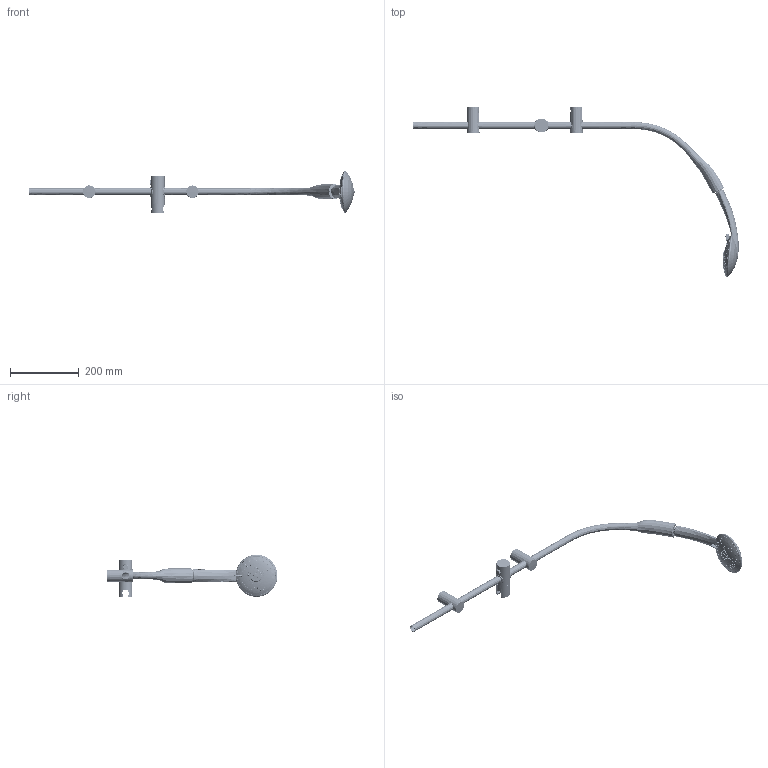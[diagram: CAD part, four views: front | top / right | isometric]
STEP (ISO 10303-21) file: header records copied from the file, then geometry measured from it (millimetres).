
FILE_DESCRIPTION((''),'2;1');
FILE_NAME('ZSAL197CR_ASM','2021-11-15T13:06:53',('ut3'),('PAFFONI SpA'),'CREO PARAMETRIC BY PTC INC, 2020044','CREO PARAMETRIC BY PTC INC, 2020044','');
FILE_SCHEMA(('CONFIG_CONTROL_DESIGN','SHAPE_APPEARANCE_LAYERS_GROUPS'));
Products named in the file (56): M50540-016_3; M50380-030_1; M50380-032_2; M50520-011_2; M50520-015_1; M50520-033_2; M50520-012_1; MANIFOLD_SOLID_BREP_19072; MANIFOLD_SOLID_BREP_19235; M50540-013_1_ASM; M50380-025_1; M50540-013_ASM_2_ASM; 30100015_1; M50540-014_1000; M50540-001_ASM_1001_ASM; M50020-015_999; M50020-014_999; M50020-021_999; M50020-017_999; M50020-026_999; M50020-053_ASM_999_ASM; M50020-000_ASM_999_ASM; M50020-028_999; M40250-012_999; M50020-018_999; M50170-018_2; M50020-035_ASM_1001_ASM; 4071567CR_ASM; S24015-01; S24015-02XX; S13015-02; G07011-05; 925X178; S02015-31; 1082X178; S01012-10; S02015-32; S13015-04; S01012-09; S13015-06 ...
Assembly tree (61 placements, depth 6):
  ZSAL197CR_ASM
    4071567CR_ASM
      M50540-016_3
      M50380-030_1
      M50380-032_2
      M50520-011_2  x2
      M50520-015_1  x2
      M50520-033_2  x2
      M50520-012_1  x2
      M50540-001_ASM_1001_ASM
        M50540-013_ASM_2_ASM
          M50540-013_1_ASM
            MANIFOLD_SOLID_BREP_19072
            MANIFOLD_SOLID_BREP_19235
          M50380-025_1
        30100015_1
        M50540-014_1000
      M50020-035_ASM_1001_ASM
        M50020-000_ASM_999_ASM
          M50020-015_999
          M50020-014_999
          M50020-021_999
          M50020-053_ASM_999_ASM
            M50020-017_999
            M50020-026_999
        M50020-028_999
        M40250-012_999
        M50020-018_999
        30100015_1
        M50170-018_2
    4071648CR_ASM
      S24015-01
      S24015-02XX
      S13015-00AXX_ASM
        S13015-02
        G07011-05
        925X178
        S02015-31
        1082X178
        S01012-10
        S02015-32  x2
        S13015-04
        S01012-09
        S13015-06
        S13015-07
        S02015-35
        30X15
        S13015-08
        S02015-17
        59X1
        S02015-18XX
        S02015-05
        S02015-16
        S13015-05A_ASM
          S13015-05B
          S13015-09
        R9024-01
Bounding box: 946.18 x 496.45 x 123.11 mm (x, y, z)
Volume: 449025.8 mm3; surface area: 447892.7 mm2
Topology: 51 solids, 52 shells, 4533 faces, 11361 edges, 7326 vertices
Faces by surface type: cylinder 1251, plane 1170, cone 642, bspline 432, extrusion 369, torus 336, revolution 266, sphere 67
Entity records: 230121 total; most frequent: CARTESIAN_POINT 111597, ORIENTED_EDGE 21092, DIRECTION 17994, EDGE_CURVE 10570, VERTEX_POINT 6857, AXIS2_PLACEMENT_3D 6854, PRESENTATION_STYLE_ASSIGNMENT 6584, STYLED_ITEM 6584
